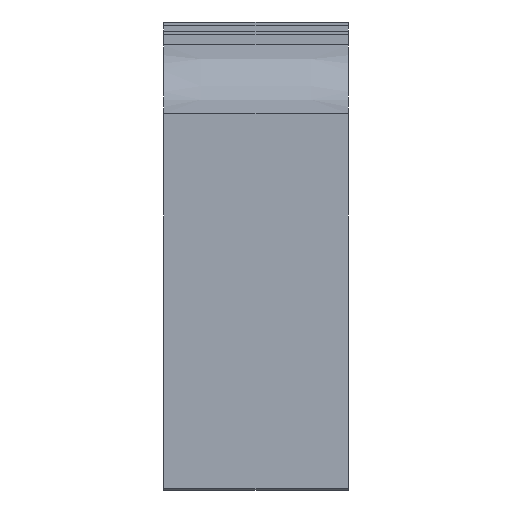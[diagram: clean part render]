
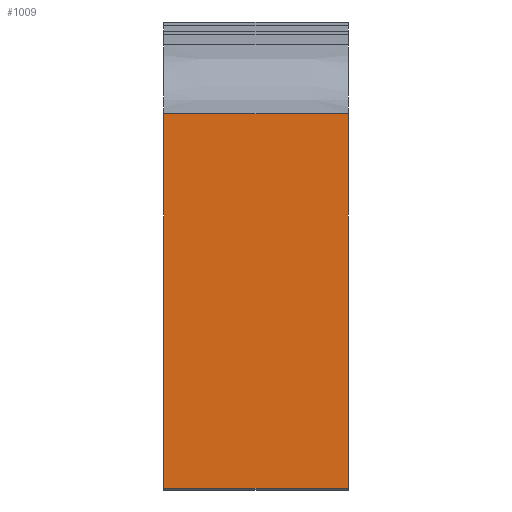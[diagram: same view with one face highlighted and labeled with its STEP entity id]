
A CAD part, left-side view. The second image highlights one B-rep face of the part: STEP entity #1009.
In plain terms, the highlighted planar face has unit normal (-1, 0, -0.003).
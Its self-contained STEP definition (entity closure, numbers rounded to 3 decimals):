
#982=AXIS2_PLACEMENT_3D('Plane Axis2P3D',#979,#980,#981) ;
#954=CARTESIAN_POINT('Vertex',(-23.696,80.5,-130.)) ;
#957=CARTESIAN_POINT('Line Origine',(-23.696,40.25,-130.)) ;
#961=CARTESIAN_POINT('Vertex',(-23.696,0.,-130.)) ;
#979=CARTESIAN_POINT('Axis2P3D Location',(-23.696,0.,-130.)) ;
#984=CARTESIAN_POINT('Line Origine',(-23.45,80.5,-211.549)) ;
#988=CARTESIAN_POINT('Vertex',(-23.204,80.5,-293.098)) ;
#991=CARTESIAN_POINT('Line Origine',(-23.204,40.25,-293.098)) ;
#995=CARTESIAN_POINT('Vertex',(-23.204,0.,-293.098)) ;
#998=CARTESIAN_POINT('Line Origine',(-23.45,0.,-211.549)) ;
#958=DIRECTION('Vector Direction',(0.,1.,0.)) ;
#980=DIRECTION('Axis2P3D Direction',(1.,-0.,0.003)) ;
#981=DIRECTION('Axis2P3D XDirection',(0.003,0.,-1.)) ;
#985=DIRECTION('Vector Direction',(0.003,0.,-1.)) ;
#992=DIRECTION('Vector Direction',(0.,1.,0.)) ;
#999=DIRECTION('Vector Direction',(0.003,0.,-1.)) ;
#959=VECTOR('Line Direction',#958,1.) ;
#986=VECTOR('Line Direction',#985,1.) ;
#993=VECTOR('Line Direction',#992,1.) ;
#1000=VECTOR('Line Direction',#999,1.) ;
#1004=ORIENTED_EDGE('',*,*,#990,.T.) ;
#1005=ORIENTED_EDGE('',*,*,#997,.F.) ;
#1006=ORIENTED_EDGE('',*,*,#1002,.F.) ;
#1007=ORIENTED_EDGE('',*,*,#963,.T.) ;
#1009=ADVANCED_FACE('Barriere isolanti PS 200mm inferiori',(#1008),#983,.F.) ;
#963=EDGE_CURVE('',#962,#955,#960,.T.) ;
#990=EDGE_CURVE('',#955,#989,#987,.T.) ;
#997=EDGE_CURVE('',#996,#989,#994,.T.) ;
#1002=EDGE_CURVE('',#962,#996,#1001,.T.) ;
#1003=EDGE_LOOP('',(#1004,#1005,#1006,#1007)) ;
#1008=FACE_OUTER_BOUND('',#1003,.T.) ;
#960=LINE('Line',#957,#959) ;
#987=LINE('Line',#984,#986) ;
#994=LINE('Line',#991,#993) ;
#1001=LINE('Line',#998,#1000) ;
#983=PLANE('',#982) ;
#955=VERTEX_POINT('',#954) ;
#962=VERTEX_POINT('',#961) ;
#989=VERTEX_POINT('',#988) ;
#996=VERTEX_POINT('',#995) ;
